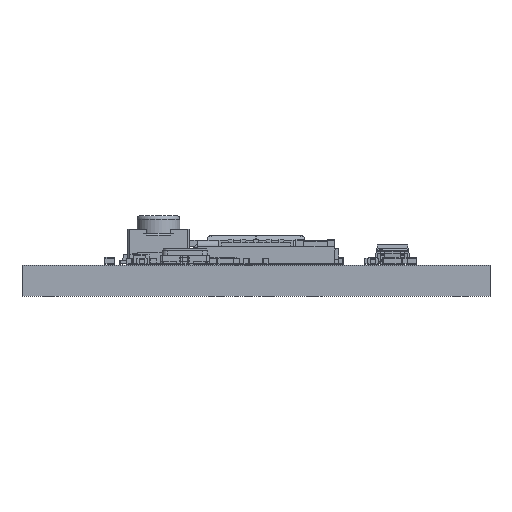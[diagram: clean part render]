
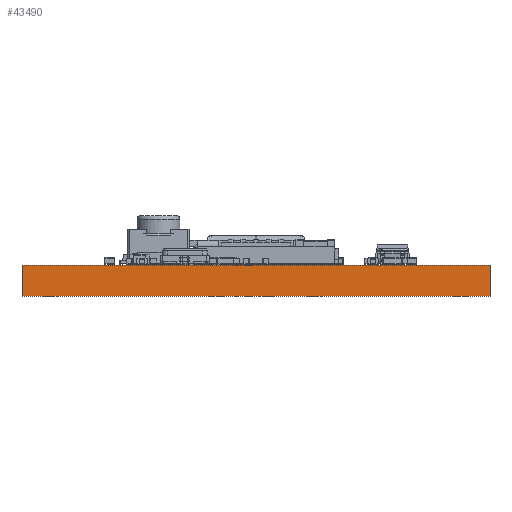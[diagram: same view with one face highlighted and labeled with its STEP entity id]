
A CAD part, front view. The second image highlights one B-rep face of the part: STEP entity #43490.
In plain terms, the highlighted planar face has unit normal (0, -1, 0).
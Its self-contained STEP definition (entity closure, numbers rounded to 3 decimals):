
#43490 = ADVANCED_FACE('',(#43491),#43525,.T.);
#43491 = FACE_BOUND('',#43492,.T.);
#43492 = EDGE_LOOP('',(#43493,#43503,#43511,#43519));
#43493 = ORIENTED_EDGE('',*,*,#43494,.T.);
#43494 = EDGE_CURVE('',#43495,#43497,#43499,.T.);
#43495 = VERTEX_POINT('',#43496);
#43496 = CARTESIAN_POINT('',(238.,-129.5,0.));
#43497 = VERTEX_POINT('',#43498);
#43498 = CARTESIAN_POINT('',(238.,-129.5,1.6));
#43499 = LINE('',#43500,#43501);
#43500 = CARTESIAN_POINT('',(238.,-129.5,0.));
#43501 = VECTOR('',#43502,1.);
#43502 = DIRECTION('',(0.,0.,1.));
#43503 = ORIENTED_EDGE('',*,*,#43504,.T.);
#43504 = EDGE_CURVE('',#43497,#43505,#43507,.T.);
#43505 = VERTEX_POINT('',#43506);
#43506 = CARTESIAN_POINT('',(214.,-129.5,1.6));
#43507 = LINE('',#43508,#43509);
#43508 = CARTESIAN_POINT('',(238.,-129.5,1.6));
#43509 = VECTOR('',#43510,1.);
#43510 = DIRECTION('',(-1.,0.,0.));
#43511 = ORIENTED_EDGE('',*,*,#43512,.F.);
#43512 = EDGE_CURVE('',#43513,#43505,#43515,.T.);
#43513 = VERTEX_POINT('',#43514);
#43514 = CARTESIAN_POINT('',(214.,-129.5,0.));
#43515 = LINE('',#43516,#43517);
#43516 = CARTESIAN_POINT('',(214.,-129.5,0.));
#43517 = VECTOR('',#43518,1.);
#43518 = DIRECTION('',(0.,0.,1.));
#43519 = ORIENTED_EDGE('',*,*,#43520,.F.);
#43520 = EDGE_CURVE('',#43495,#43513,#43521,.T.);
#43521 = LINE('',#43522,#43523);
#43522 = CARTESIAN_POINT('',(238.,-129.5,0.));
#43523 = VECTOR('',#43524,1.);
#43524 = DIRECTION('',(-1.,0.,0.));
#43525 = PLANE('',#43526);
#43526 = AXIS2_PLACEMENT_3D('',#43527,#43528,#43529);
#43527 = CARTESIAN_POINT('',(238.,-129.5,0.));
#43528 = DIRECTION('',(0.,-1.,0.));
#43529 = DIRECTION('',(-1.,0.,0.));
